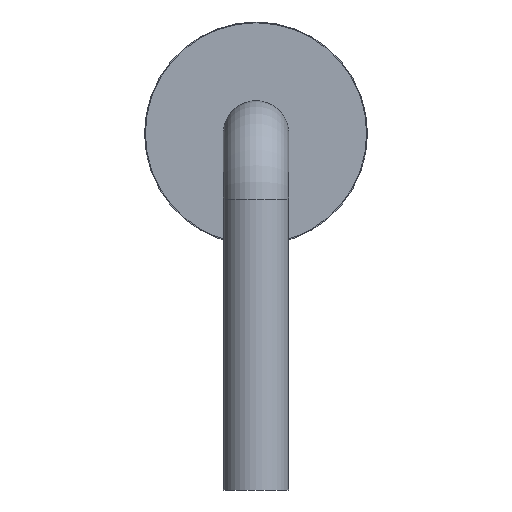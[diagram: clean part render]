
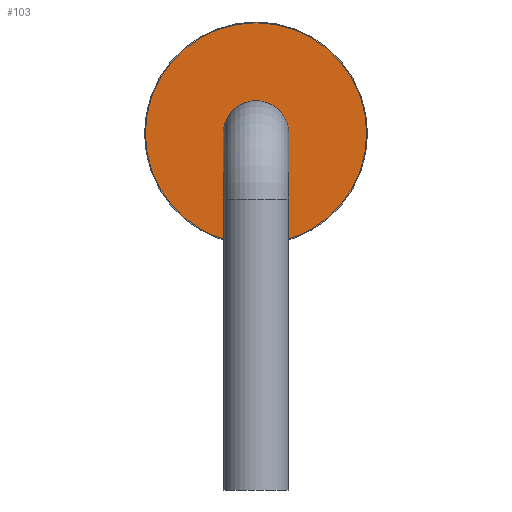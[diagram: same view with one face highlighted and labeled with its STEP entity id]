
A CAD part, left-side view. The second image highlights one B-rep face of the part: STEP entity #103.
In plain terms, the highlighted planar face has unit normal (-1, 0, 0).
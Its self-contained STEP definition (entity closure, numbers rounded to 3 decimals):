
#13=DIRECTION('',(1.,0.,0.));
#33=DIRECTION('',(1.,0.,0.));
#54=DIRECTION('',(0.,0.,1.));
#77=VERTEX_POINT('',#78);
#78=CARTESIAN_POINT('',(2.48,0.,3.2));
#81=EDGE_CURVE('',#77,#77,#82,.T.);
#82=CIRCLE('',#83,1.35);
#83=AXIS2_PLACEMENT_3D('',#84,#13,#54);
#84=CARTESIAN_POINT('',(2.48,0.,1.85));
#88=AXIS2_PLACEMENT_3D('',#84,#33,#54);
#103=ADVANCED_FACE('',(#104,#107),#117,.F.);
#104=FACE_BOUND('',#105,.T.);
#105=EDGE_LOOP('',(#106));
#106=ORIENTED_EDGE('',*,*,#81,.F.);
#107=FACE_BOUND('',#108,.T.);
#108=EDGE_LOOP('',(#109));
#109=ORIENTED_EDGE('',*,*,#110,.T.);
#110=EDGE_CURVE('',#111,#111,#113,.T.);
#111=VERTEX_POINT('',#112);
#112=CARTESIAN_POINT('',(2.48,0.,1.45));
#113=CIRCLE('',#114,0.4);
#114=AXIS2_PLACEMENT_3D('',#115,#33,#116);
#115=CARTESIAN_POINT('',(2.48,0.,1.85));
#116=DIRECTION('',(0.,0.,-1.));
#117=PLANE('',#88);
